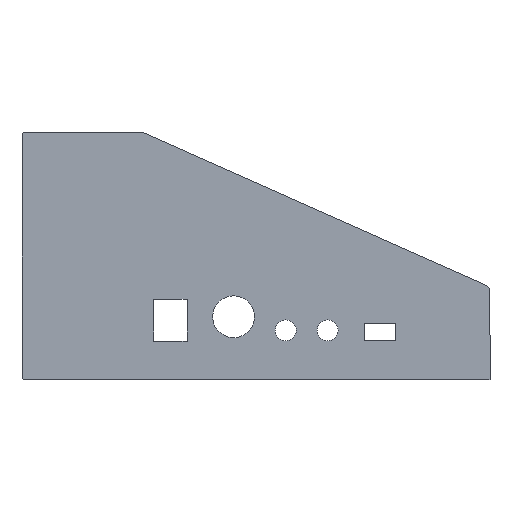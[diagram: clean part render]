
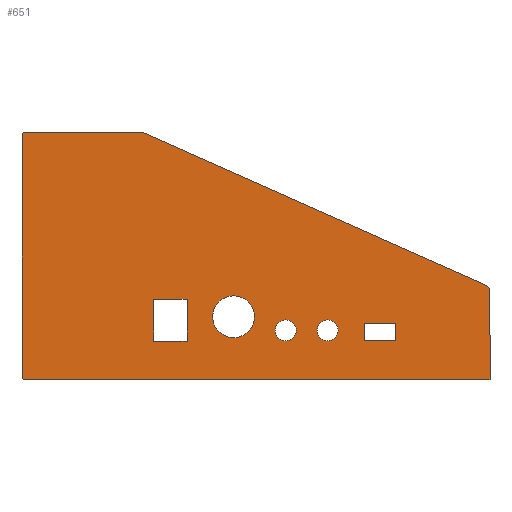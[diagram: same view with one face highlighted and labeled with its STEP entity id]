
A CAD part, left-side view. The second image highlights one B-rep face of the part: STEP entity #651.
In plain terms, the highlighted planar face has unit normal (-1, 0, 0).
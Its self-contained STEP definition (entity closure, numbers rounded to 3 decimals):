
#22 = VERTEX_POINT('',#23);
#23 = CARTESIAN_POINT('',(0.,1.187,
    27.195));
#41 = VERTEX_POINT('',#42);
#42 = CARTESIAN_POINT('',(0.,0.,
    25.368));
#48 = EDGE_CURVE('',#22,#41,#49,.T.);
#49 = CIRCLE('',#50,2.);
#50 = AXIS2_PLACEMENT_3D('',#51,#52,#53);
#51 = CARTESIAN_POINT('',(0.,2.,25.368));
#52 = DIRECTION('',(1.,0.,0.));
#53 = DIRECTION('',(0.,1.,0.));
#64 = VERTEX_POINT('',#65);
#65 = CARTESIAN_POINT('',(0.,0.,0.));
#80 = EDGE_CURVE('',#64,#41,#81,.T.);
#81 = LINE('',#82,#83);
#82 = CARTESIAN_POINT('',(0.,0.,0.));
#83 = VECTOR('',#84,1.);
#84 = DIRECTION('',(0.,0.,1.));
#104 = VERTEX_POINT('',#105);
#105 = CARTESIAN_POINT('',(0.,133.,0.)
  );
#111 = EDGE_CURVE('',#64,#104,#112,.T.);
#112 = LINE('',#113,#114);
#113 = CARTESIAN_POINT('',(0.,0.,0.));
#114 = VECTOR('',#115,1.);
#115 = DIRECTION('',(0.,1.,0.));
#136 = VERTEX_POINT('',#137);
#137 = CARTESIAN_POINT('',(0.,134.,1.));
#143 = EDGE_CURVE('',#104,#136,#144,.T.);
#144 = CIRCLE('',#145,1.);
#145 = AXIS2_PLACEMENT_3D('',#146,#147,#148);
#146 = CARTESIAN_POINT('',(0.,133.,1.));
#147 = DIRECTION('',(1.,0.,0.));
#148 = DIRECTION('',(0.,1.,0.));
#168 = VERTEX_POINT('',#169);
#169 = CARTESIAN_POINT('',(0.,134.,70.));
#175 = EDGE_CURVE('',#136,#168,#176,.T.);
#176 = LINE('',#177,#178);
#177 = CARTESIAN_POINT('',(0.,134.,1.));
#178 = VECTOR('',#179,1.);
#179 = DIRECTION('',(0.,0.,1.));
#200 = VERTEX_POINT('',#201);
#201 = CARTESIAN_POINT('',(0.,133.,71.));
#207 = EDGE_CURVE('',#168,#200,#208,.T.);
#208 = CIRCLE('',#209,1.);
#209 = AXIS2_PLACEMENT_3D('',#210,#211,#212);
#210 = CARTESIAN_POINT('',(0.,133.,70.));
#211 = DIRECTION('',(1.,0.,0.));
#212 = DIRECTION('',(0.,1.,0.));
#232 = VERTEX_POINT('',#233);
#233 = CARTESIAN_POINT('',(0.,100.,71.));
#239 = EDGE_CURVE('',#200,#232,#240,.T.);
#240 = LINE('',#241,#242);
#241 = CARTESIAN_POINT('',(0.,133.,71.));
#242 = VECTOR('',#243,1.);
#243 = DIRECTION('',(0.,-1.,0.));
#264 = VERTEX_POINT('',#265);
#265 = CARTESIAN_POINT('',(0.,99.187,
    70.827));
#271 = EDGE_CURVE('',#232,#264,#272,.T.);
#272 = CIRCLE('',#273,2.);
#273 = AXIS2_PLACEMENT_3D('',#274,#275,#276);
#274 = CARTESIAN_POINT('',(0.,100.,69.));
#275 = DIRECTION('',(1.,0.,0.));
#276 = DIRECTION('',(0.,1.,0.));
#294 = EDGE_CURVE('',#22,#264,#295,.T.);
#295 = LINE('',#296,#297);
#296 = CARTESIAN_POINT('',(0.,1.187,
    27.195));
#297 = VECTOR('',#298,1.);
#298 = DIRECTION('',(0.,0.914,0.407));
#309 = VERTEX_POINT('',#310);
#310 = CARTESIAN_POINT('',(0.,79.4,18.1));
#326 = EDGE_CURVE('',#309,#309,#327,.T.);
#327 = CIRCLE('',#328,6.);
#328 = AXIS2_PLACEMENT_3D('',#329,#330,#331);
#329 = CARTESIAN_POINT('',(0.,73.4,18.1));
#330 = DIRECTION('',(1.,0.,0.));
#331 = DIRECTION('',(0.,1.,0.));
#342 = VERTEX_POINT('',#343);
#343 = CARTESIAN_POINT('',(0.,86.75,11.1));
#360 = VERTEX_POINT('',#361);
#361 = CARTESIAN_POINT('',(0.,96.25,11.1));
#367 = EDGE_CURVE('',#342,#360,#368,.T.);
#368 = LINE('',#369,#370);
#369 = CARTESIAN_POINT('',(0.,86.75,11.1));
#370 = VECTOR('',#371,1.);
#371 = DIRECTION('',(0.,1.,0.));
#391 = VERTEX_POINT('',#392);
#392 = CARTESIAN_POINT('',(0.,96.25,23.1));
#398 = EDGE_CURVE('',#360,#391,#399,.T.);
#399 = LINE('',#400,#401);
#400 = CARTESIAN_POINT('',(0.,96.25,11.1));
#401 = VECTOR('',#402,1.);
#402 = DIRECTION('',(0.,0.,1.));
#422 = VERTEX_POINT('',#423);
#423 = CARTESIAN_POINT('',(0.,86.75,23.1));
#429 = EDGE_CURVE('',#391,#422,#430,.T.);
#430 = LINE('',#431,#432);
#431 = CARTESIAN_POINT('',(0.,96.25,23.1));
#432 = VECTOR('',#433,1.);
#433 = DIRECTION('',(0.,-1.,0.));
#451 = EDGE_CURVE('',#422,#342,#452,.T.);
#452 = LINE('',#453,#454);
#453 = CARTESIAN_POINT('',(0.,86.75,23.1));
#454 = VECTOR('',#455,1.);
#455 = DIRECTION('',(0.,0.,-1.));
#466 = VERTEX_POINT('',#467);
#467 = CARTESIAN_POINT('',(0.,27.,11.2));
#484 = VERTEX_POINT('',#485);
#485 = CARTESIAN_POINT('',(0.,36.,11.2));
#491 = EDGE_CURVE('',#466,#484,#492,.T.);
#492 = LINE('',#493,#494);
#493 = CARTESIAN_POINT('',(0.,27.,11.2));
#494 = VECTOR('',#495,1.);
#495 = DIRECTION('',(0.,1.,0.));
#515 = VERTEX_POINT('',#516);
#516 = CARTESIAN_POINT('',(0.,36.,16.2));
#522 = EDGE_CURVE('',#484,#515,#523,.T.);
#523 = LINE('',#524,#525);
#524 = CARTESIAN_POINT('',(0.,36.,11.2));
#525 = VECTOR('',#526,1.);
#526 = DIRECTION('',(0.,0.,1.));
#546 = VERTEX_POINT('',#547);
#547 = CARTESIAN_POINT('',(0.,27.,16.2));
#553 = EDGE_CURVE('',#515,#546,#554,.T.);
#554 = LINE('',#555,#556);
#555 = CARTESIAN_POINT('',(0.,36.,16.2));
#556 = VECTOR('',#557,1.);
#557 = DIRECTION('',(0.,-1.,0.));
#575 = EDGE_CURVE('',#546,#466,#576,.T.);
#576 = LINE('',#577,#578);
#577 = CARTESIAN_POINT('',(0.,27.,16.2));
#578 = VECTOR('',#579,1.);
#579 = DIRECTION('',(0.,0.,-1.));
#590 = VERTEX_POINT('',#591);
#591 = CARTESIAN_POINT('',(0.,61.5,14.2));
#607 = EDGE_CURVE('',#590,#590,#608,.T.);
#608 = CIRCLE('',#609,3.);
#609 = AXIS2_PLACEMENT_3D('',#610,#611,#612);
#610 = CARTESIAN_POINT('',(0.,58.5,14.2));
#611 = DIRECTION('',(1.,0.,0.));
#612 = DIRECTION('',(0.,1.,0.));
#623 = VERTEX_POINT('',#624);
#624 = CARTESIAN_POINT('',(0.,49.5,14.2));
#640 = EDGE_CURVE('',#623,#623,#641,.T.);
#641 = CIRCLE('',#642,3.);
#642 = AXIS2_PLACEMENT_3D('',#643,#644,#645);
#643 = CARTESIAN_POINT('',(0.,46.5,14.2));
#644 = DIRECTION('',(1.,0.,0.));
#645 = DIRECTION('',(0.,1.,0.));
#651 = ADVANCED_FACE('',(#652,#663,#666,#672,#678,#681),#684,.F.);
#652 = FACE_BOUND('',#653,.F.);
#653 = EDGE_LOOP('',(#654,#655,#656,#657,#658,#659,#660,#661,#662));
#654 = ORIENTED_EDGE('',*,*,#48,.T.);
#655 = ORIENTED_EDGE('',*,*,#80,.F.);
#656 = ORIENTED_EDGE('',*,*,#111,.T.);
#657 = ORIENTED_EDGE('',*,*,#143,.T.);
#658 = ORIENTED_EDGE('',*,*,#175,.T.);
#659 = ORIENTED_EDGE('',*,*,#207,.T.);
#660 = ORIENTED_EDGE('',*,*,#239,.T.);
#661 = ORIENTED_EDGE('',*,*,#271,.T.);
#662 = ORIENTED_EDGE('',*,*,#294,.F.);
#663 = FACE_BOUND('',#664,.T.);
#664 = EDGE_LOOP('',(#665));
#665 = ORIENTED_EDGE('',*,*,#326,.T.);
#666 = FACE_BOUND('',#667,.T.);
#667 = EDGE_LOOP('',(#668,#669,#670,#671));
#668 = ORIENTED_EDGE('',*,*,#367,.T.);
#669 = ORIENTED_EDGE('',*,*,#398,.T.);
#670 = ORIENTED_EDGE('',*,*,#429,.T.);
#671 = ORIENTED_EDGE('',*,*,#451,.T.);
#672 = FACE_BOUND('',#673,.T.);
#673 = EDGE_LOOP('',(#674,#675,#676,#677));
#674 = ORIENTED_EDGE('',*,*,#491,.T.);
#675 = ORIENTED_EDGE('',*,*,#522,.T.);
#676 = ORIENTED_EDGE('',*,*,#553,.T.);
#677 = ORIENTED_EDGE('',*,*,#575,.T.);
#678 = FACE_BOUND('',#679,.T.);
#679 = EDGE_LOOP('',(#680));
#680 = ORIENTED_EDGE('',*,*,#607,.T.);
#681 = FACE_BOUND('',#682,.T.);
#682 = EDGE_LOOP('',(#683));
#683 = ORIENTED_EDGE('',*,*,#640,.T.);
#684 = PLANE('',#685);
#685 = AXIS2_PLACEMENT_3D('',#686,#687,#688);
#686 = CARTESIAN_POINT('',(0.,72.078,
    25.093));
#687 = DIRECTION('',(1.,0.,0.));
#688 = DIRECTION('',(0.,0.,1.));
